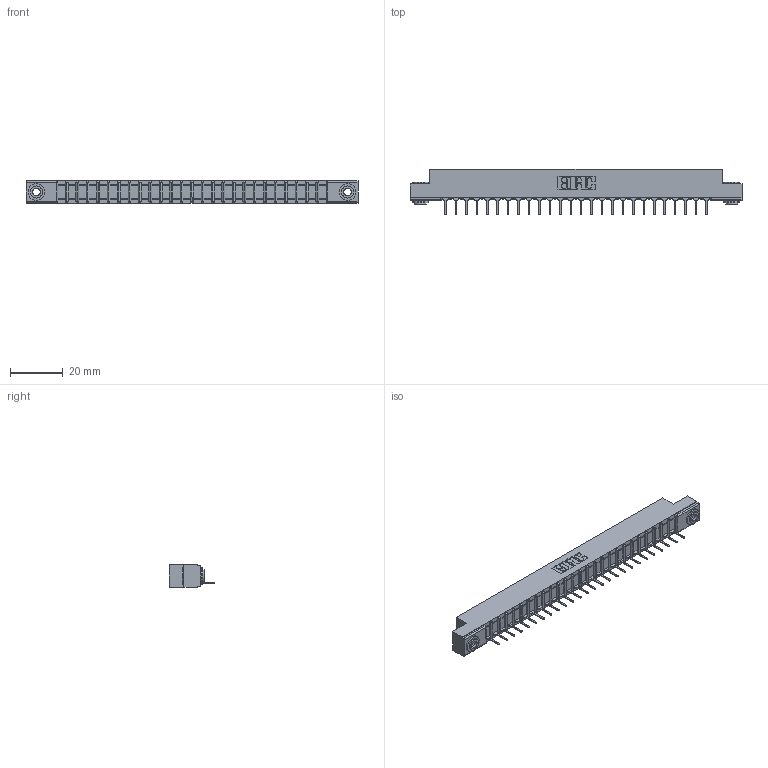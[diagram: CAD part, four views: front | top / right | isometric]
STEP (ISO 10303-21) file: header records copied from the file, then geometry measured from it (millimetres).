
FILE_DESCRIPTION (( 'STEP AP203' ), '1' );
FILE_NAME ('307-026-531-103.STEP', '2019-09-03T21:47:35', ( '' ), ( '' ), 'SwSTEP 2.0', 'SolidWorks 2016', '' );
FILE_SCHEMA (( 'CONFIG_CONTROL_DESIGN' ));
Length unit declared in the file: inch
Products named in the file (4): 307-026-531-103; 345-250-002_345-250-002-102; 307-290-001_531; 307 Part_.156 Dia Mounting Holes
Assembly tree (29 placements, depth 2):
  307-026-531-103
    307 Part_.156 Dia Mounting Holes
    307-290-001_531  x26
    345-250-002_345-250-002-102  x2
Bounding box: 126.03 x 17.42 x 8.71 mm (x, y, z)
Volume: 7901 mm3; surface area: 12386.5 mm2
Topology: 29 solids, 29 shells, 1653 faces, 4647 edges, 2986 vertices
Faces by surface type: plane 1056, cylinder 535, sphere 54, cone 8
Entity records: 25295 total; most frequent: CARTESIAN_POINT 4233, ORIENTED_EDGE 4210, DIRECTION 4141, EDGE_CURVE 2105, LINE 1601, VECTOR 1601, VERTEX_POINT 1362, AXIS2_PLACEMENT_3D 1270
